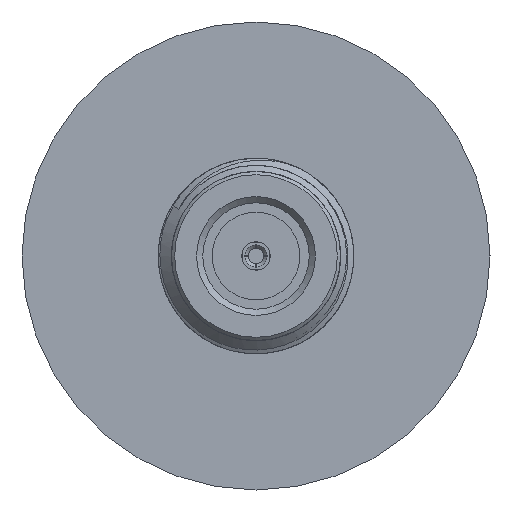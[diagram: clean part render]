
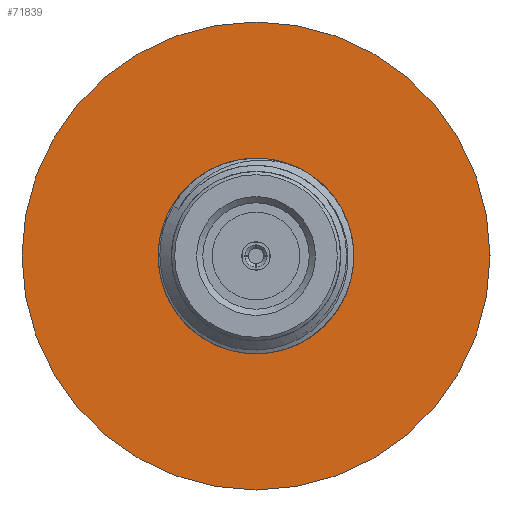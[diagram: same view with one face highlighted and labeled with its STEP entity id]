
A CAD part, left-side view. The second image highlights one B-rep face of the part: STEP entity #71839.
In plain terms, the highlighted planar face has unit normal (-1, 0, 0).
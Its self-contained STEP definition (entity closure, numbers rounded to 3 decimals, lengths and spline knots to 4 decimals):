
#1234 = EDGE_LOOP ( 'NONE', ( #49454 ) ) ;
#8344 = AXIS2_PLACEMENT_3D ( 'NONE', #52226, #37681, #89616 ) ;
#14726 = DIRECTION ( 'NONE',  ( 1., 0., 0. ) ) ;
#19214 = CARTESIAN_POINT ( 'NONE',  ( 0.6772, 0., 0. ) ) ;
#20908 = EDGE_LOOP ( 'NONE', ( #88272 ) ) ;
#25314 = EDGE_CURVE ( 'NONE', #58100, #58100, #87399, .T. ) ;
#27295 = VERTEX_POINT ( 'NONE', #28267 ) ;
#28267 = CARTESIAN_POINT ( 'NONE',  ( 0.6772, 0.748, 0. ) ) ;
#31219 = DIRECTION ( 'NONE',  ( 0., 1., 0. ) ) ;
#37681 = DIRECTION ( 'NONE',  ( -1., 0., 0. ) ) ;
#48805 = DIRECTION ( 'NONE',  ( -1., 0., 0. ) ) ;
#49454 = ORIENTED_EDGE ( 'NONE', *, *, #25314, .F. ) ;
#50253 = FACE_BOUND ( 'NONE', #1234, .T. ) ;
#52226 = CARTESIAN_POINT ( 'NONE',  ( 0.6772, 0., 0. ) ) ;
#53539 = CARTESIAN_POINT ( 'NONE',  ( 0.6772, -0.2625, 0. ) ) ;
#58100 = VERTEX_POINT ( 'NONE', #53539 ) ;
#58978 = DIRECTION ( 'NONE',  ( 0., 0., 1. ) ) ;
#59839 = AXIS2_PLACEMENT_3D ( 'NONE', #67629, #14726, #31219 ) ;
#59905 = CIRCLE ( 'NONE', #59839, 0.748 ) ;
#67629 = CARTESIAN_POINT ( 'NONE',  ( 0.6772, 0., 0. ) ) ;
#71839 = ADVANCED_FACE ( 'NONE', ( #50253, #85692 ), #79862, .T. ) ;
#75167 = AXIS2_PLACEMENT_3D ( 'NONE', #19214, #48805, #58978 ) ;
#79142 = EDGE_CURVE ( 'NONE', #27295, #27295, #59905, .T. ) ;
#79862 = PLANE ( 'NONE',  #75167 ) ;
#85692 = FACE_OUTER_BOUND ( 'NONE', #20908, .T. ) ;
#87399 = CIRCLE ( 'NONE', #8344, 0.2625 ) ;
#88272 = ORIENTED_EDGE ( 'NONE', *, *, #79142, .F. ) ;
#89616 = DIRECTION ( 'NONE',  ( 0., -1., 0. ) ) ;
